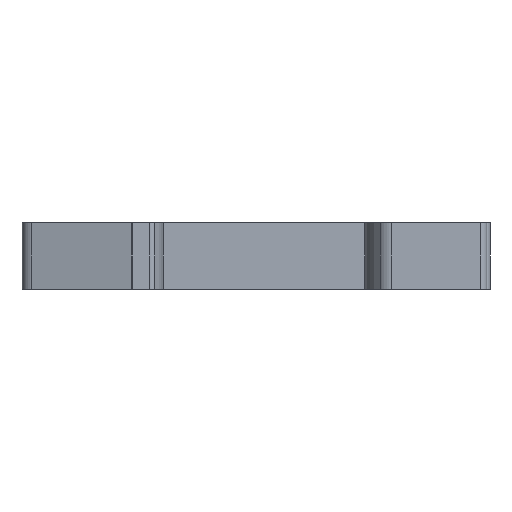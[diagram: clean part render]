
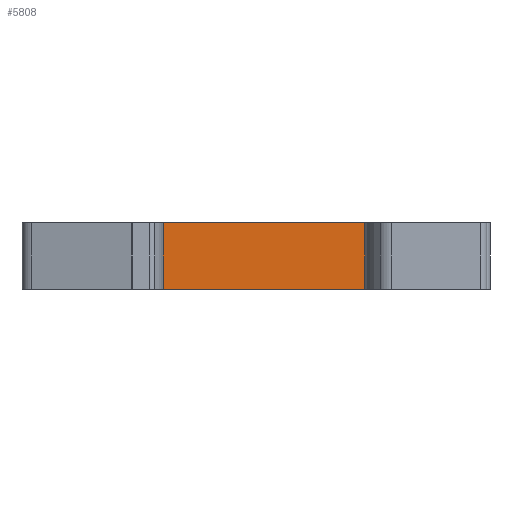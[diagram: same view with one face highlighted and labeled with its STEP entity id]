
A CAD part, front view. The second image highlights one B-rep face of the part: STEP entity #5808.
In plain terms, the highlighted planar face has unit normal (0, -1, 0).
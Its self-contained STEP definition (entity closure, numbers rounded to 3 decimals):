
#1028=DIRECTION('',(-1.,0.,0.));
#1029=VECTOR('',#1028,33.9);
#1030=CARTESIAN_POINT('',(16.6,4.332,-10.2));
#1031=LINE('',#1030,#1029);
#1032=DIRECTION('',(1.,0.,0.));
#1033=VECTOR('',#1032,33.9);
#1034=CARTESIAN_POINT('',(-17.3,4.332,0.));
#1035=LINE('',#1034,#1033);
#2230=DIRECTION('',(0.,0.,-1.));
#2231=VECTOR('',#2230,10.2);
#2232=CARTESIAN_POINT('',(-17.3,4.332,0.));
#2233=LINE('',#2232,#2231);
#3456=DIRECTION('',(0.,0.,1.));
#3457=VECTOR('',#3456,10.2);
#3458=CARTESIAN_POINT('',(16.6,4.332,-10.2));
#3459=LINE('',#3458,#3457);
#4042=CARTESIAN_POINT('',(-17.3,4.332,0.));
#4043=CARTESIAN_POINT('',(16.6,4.332,0.));
#4044=VERTEX_POINT('',#4042);
#4045=VERTEX_POINT('',#4043);
#4516=CARTESIAN_POINT('',(16.6,4.332,-10.2));
#4517=CARTESIAN_POINT('',(-17.3,4.332,-10.2));
#4518=VERTEX_POINT('',#4516);
#4519=VERTEX_POINT('',#4517);
#5794=CARTESIAN_POINT('',(0.,4.332,0.));
#5795=DIRECTION('',(0.,-1.,0.));
#5796=DIRECTION('',(1.,0.,0.));
#5797=AXIS2_PLACEMENT_3D('',#5794,#5795,#5796);
#5798=PLANE('',#5797);
#5800=ORIENTED_EDGE('',*,*,#5799,.T.);
#5802=ORIENTED_EDGE('',*,*,#5801,.F.);
#5803=ORIENTED_EDGE('',*,*,#5305,.T.);
#5805=ORIENTED_EDGE('',*,*,#5804,.F.);
#5806=EDGE_LOOP('',(#5800,#5802,#5803,#5805));
#5807=FACE_OUTER_BOUND('',#5806,.F.);
#5305=EDGE_CURVE('',#4044,#4045,#1035,.T.);
#5799=EDGE_CURVE('',#4518,#4519,#1031,.T.);
#5801=EDGE_CURVE('',#4044,#4519,#2233,.T.);
#5804=EDGE_CURVE('',#4518,#4045,#3459,.T.);
#5808=ADVANCED_FACE('',(#5807),#5798,.T.);
